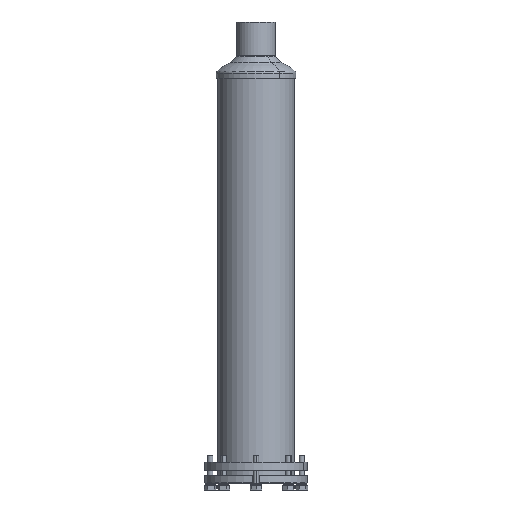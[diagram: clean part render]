
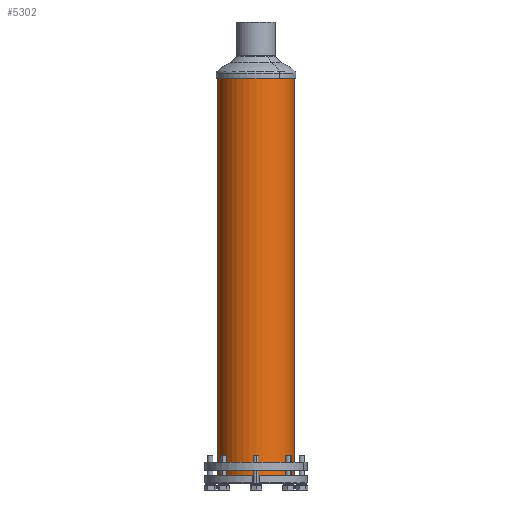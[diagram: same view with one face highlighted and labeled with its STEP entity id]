
A CAD part, front view. The second image highlights one B-rep face of the part: STEP entity #5302.
In plain terms, the highlighted cylindrical face has radius 57 mm (diameter 114 mm), a partial arc.
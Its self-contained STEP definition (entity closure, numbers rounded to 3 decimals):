
#113 = CIRCLE ( 'NONE', #4524, 57. ) ;
#672 = VERTEX_POINT ( 'NONE', #1384 ) ;
#848 = EDGE_CURVE ( 'NONE', #4899, #9171, #6276, .T. ) ;
#881 = EDGE_CURVE ( 'NONE', #4899, #4586, #8216, .T. ) ;
#1207 = DIRECTION ( 'NONE',  ( 0., 0., 1. ) ) ;
#1227 = DIRECTION ( 'NONE',  ( 0., 0., -1. ) ) ;
#1384 = CARTESIAN_POINT ( 'NONE',  ( -57., 0., 0. ) ) ;
#1765 = ORIENTED_EDGE ( 'NONE', *, *, #4959, .T. ) ;
#2310 = DIRECTION ( 'NONE',  ( 0., 0., -1. ) ) ;
#2657 = CARTESIAN_POINT ( 'NONE',  ( -57., 0., 605. ) ) ;
#2780 = EDGE_CURVE ( 'NONE', #9171, #672, #3090, .T. ) ;
#2810 = CARTESIAN_POINT ( 'NONE',  ( 0., 0., 605. ) ) ;
#2869 = VECTOR ( 'NONE', #1227, 1000. ) ;
#3090 = LINE ( 'NONE', #2657, #2869 ) ;
#3213 = CARTESIAN_POINT ( 'NONE',  ( 0., 0., 0. ) ) ;
#3365 = CYLINDRICAL_SURFACE ( 'NONE', #7252, 57. ) ;
#3517 = DIRECTION ( 'NONE',  ( 0., 0., -1. ) ) ;
#3862 = CARTESIAN_POINT ( 'NONE',  ( 57., 0., 605. ) ) ;
#3933 = DIRECTION ( 'NONE',  ( 1., 0., 0. ) ) ;
#4524 = AXIS2_PLACEMENT_3D ( 'NONE', #3213, #8267, #3933 ) ;
#4580 = CARTESIAN_POINT ( 'NONE',  ( 57., 0., 0. ) ) ;
#4586 = VERTEX_POINT ( 'NONE', #4580 ) ;
#4658 = ORIENTED_EDGE ( 'NONE', *, *, #2780, .F. ) ;
#4831 = DIRECTION ( 'NONE',  ( 1., 0., 0. ) ) ;
#4899 = VERTEX_POINT ( 'NONE', #3862 ) ;
#4959 = EDGE_CURVE ( 'NONE', #4586, #672, #113, .T. ) ;
#5302 = ADVANCED_FACE ( 'NONE', ( #9144 ), #3365, .T. ) ;
#5671 = AXIS2_PLACEMENT_3D ( 'NONE', #6484, #1207, #4831 ) ;
#5737 = CARTESIAN_POINT ( 'NONE',  ( 57., 0., 605. ) ) ;
#5828 = ORIENTED_EDGE ( 'NONE', *, *, #848, .F. ) ;
#6276 = CIRCLE ( 'NONE', #5671, 57. ) ;
#6484 = CARTESIAN_POINT ( 'NONE',  ( 0., 0., 605. ) ) ;
#6951 = ORIENTED_EDGE ( 'NONE', *, *, #881, .T. ) ;
#7252 = AXIS2_PLACEMENT_3D ( 'NONE', #2810, #3517, #7851 ) ;
#7851 = DIRECTION ( 'NONE',  ( -1., 0., 0. ) ) ;
#8216 = LINE ( 'NONE', #5737, #8443 ) ;
#8267 = DIRECTION ( 'NONE',  ( 0., 0., 1. ) ) ;
#8443 = VECTOR ( 'NONE', #2310, 1000. ) ;
#8525 = CARTESIAN_POINT ( 'NONE',  ( -57., 0., 605. ) ) ;
#8995 = EDGE_LOOP ( 'NONE', ( #5828, #6951, #1765, #4658 ) ) ;
#9144 = FACE_OUTER_BOUND ( 'NONE', #8995, .T. ) ;
#9171 = VERTEX_POINT ( 'NONE', #8525 ) ;
